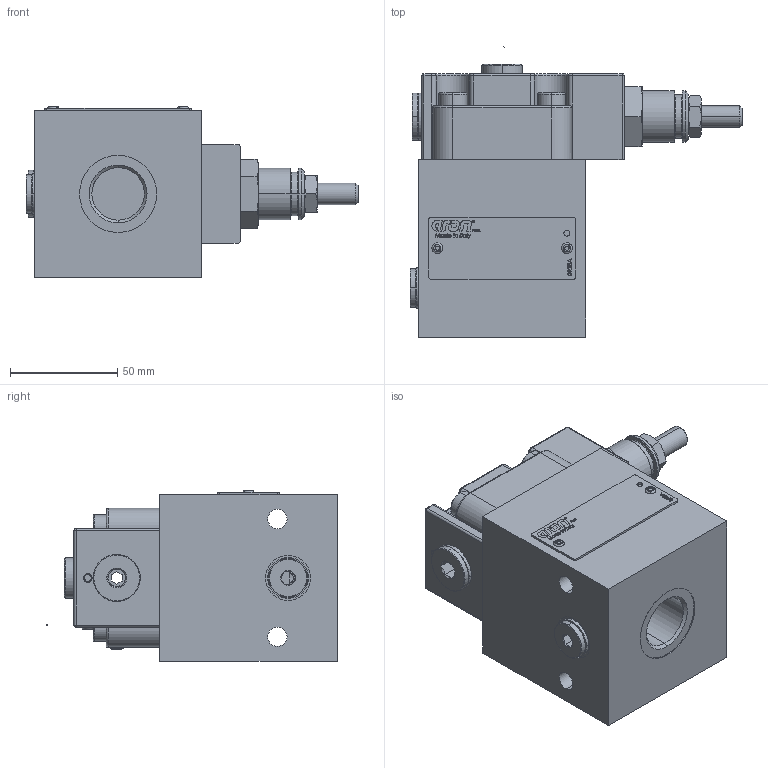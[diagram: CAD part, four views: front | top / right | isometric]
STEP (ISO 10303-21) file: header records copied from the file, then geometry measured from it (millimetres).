
FILE_DESCRIPTION (( 'STEP AP203' ), '1' );
FILE_NAME ('VML161C-002.step', '2017-05-10T07:29:56', ( '' ), ( '' ), 'SwSTEP 2.0', 'SolidWorks 2016', '' );
FILE_SCHEMA (( 'CONFIG_CONTROL_DESIGN' ));
Length unit declared in the file: millimetre
Products named in the file (1): VML161C-002
Bounding box: 155 x 135.71 x 79.8 mm (x, y, z)
Surface area: 77654.8 mm2 (no closed solid volume)
Topology: 0 solids, 51 shells, 351 faces, 1359 edges, 1071 vertices
Faces by surface type: plane 159, cylinder 92, cone 51, torus 42, sphere 4, bspline 3
Entity records: 17338 total; most frequent: CARTESIAN_POINT 6088, DIRECTION 2286, ORIENTED_EDGE 1972, EDGE_CURVE 1355, VERTEX_POINT 1071, AXIS2_PLACEMENT_3D 810, VECTOR 666, LINE 666
